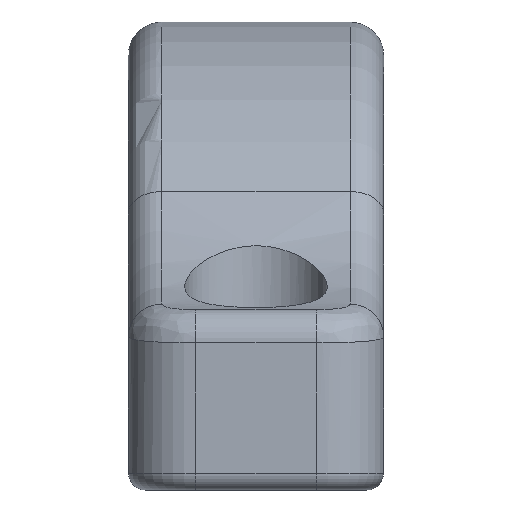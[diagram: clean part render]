
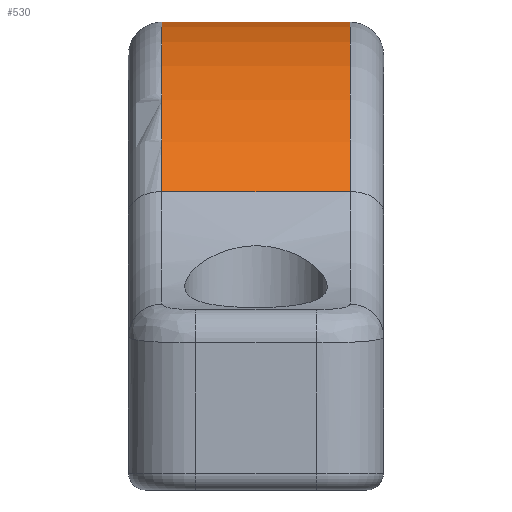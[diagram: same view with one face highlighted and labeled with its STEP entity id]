
A CAD part, front view. The second image highlights one B-rep face of the part: STEP entity #530.
In plain terms, the highlighted cylindrical face has radius 14 mm (diameter 28 mm), a partial arc.
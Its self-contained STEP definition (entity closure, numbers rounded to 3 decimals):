
#67 = CARTESIAN_POINT ( 'NONE',  ( -44.131, 45.715, 8.889 ) ) ;
#158 = VECTOR ( 'NONE', #371, 1000. ) ;
#269 = CARTESIAN_POINT ( 'NONE',  ( -51.531, 45.715, 8.889 ) ) ;
#371 = DIRECTION ( 'NONE',  ( -1., 0., 0. ) ) ;
#373 = DIRECTION ( 'NONE',  ( -1., 0., 0. ) ) ;
#411 = CARTESIAN_POINT ( 'NONE',  ( -57.131, 56.479, 13.937 ) ) ;
#450 = CIRCLE ( 'NONE', #1087, 14. ) ;
#476 = AXIS2_PLACEMENT_3D ( 'NONE', #1883, #502, #933 ) ;
#502 = DIRECTION ( 'NONE',  ( -1., 0., 0. ) ) ;
#519 = CARTESIAN_POINT ( 'NONE',  ( -57.131, 45.715, 8.889 ) ) ;
#530 = ADVANCED_FACE ( 'NONE', ( #1956 ), #880, .T. ) ;
#558 = VERTEX_POINT ( 'NONE', #411 ) ;
#652 = CARTESIAN_POINT ( 'NONE',  ( -57.131, 56.479, -0.063 ) ) ;
#682 = ORIENTED_EDGE ( 'NONE', *, *, #1598, .T. ) ;
#756 = VECTOR ( 'NONE', #1903, 1000. ) ;
#758 = CIRCLE ( 'NONE', #851, 14. ) ;
#817 = CARTESIAN_POINT ( 'NONE',  ( -44.131, 56.479, 13.937 ) ) ;
#831 = EDGE_CURVE ( 'NONE', #1243, #558, #1098, .T. ) ;
#842 = ORIENTED_EDGE ( 'NONE', *, *, #1516, .T. ) ;
#851 = AXIS2_PLACEMENT_3D ( 'NONE', #1566, #373, #1892 ) ;
#880 = CYLINDRICAL_SURFACE ( 'NONE', #476, 14. ) ;
#933 = DIRECTION ( 'NONE',  ( 0., 0., 1. ) ) ;
#981 = VERTEX_POINT ( 'NONE', #269 ) ;
#1040 = EDGE_CURVE ( 'NONE', #1554, #981, #1164, .T. ) ;
#1087 = AXIS2_PLACEMENT_3D ( 'NONE', #652, #1088, #1265 ) ;
#1088 = DIRECTION ( 'NONE',  ( 1., 0., 0. ) ) ;
#1098 = LINE ( 'NONE', #817, #158 ) ;
#1152 = CARTESIAN_POINT ( 'NONE',  ( -51.531, 56.479, 13.937 ) ) ;
#1164 = LINE ( 'NONE', #67, #756 ) ;
#1243 = VERTEX_POINT ( 'NONE', #1152 ) ;
#1253 = ORIENTED_EDGE ( 'NONE', *, *, #1040, .T. ) ;
#1265 = DIRECTION ( 'NONE',  ( 0., 0., -1. ) ) ;
#1463 = ORIENTED_EDGE ( 'NONE', *, *, #831, .T. ) ;
#1516 = EDGE_CURVE ( 'NONE', #981, #1243, #758, .T. ) ;
#1554 = VERTEX_POINT ( 'NONE', #519 ) ;
#1566 = CARTESIAN_POINT ( 'NONE',  ( -51.531, 56.479, -0.063 ) ) ;
#1598 = EDGE_CURVE ( 'NONE', #558, #1554, #450, .T. ) ;
#1883 = CARTESIAN_POINT ( 'NONE',  ( -44.131, 56.479, -0.063 ) ) ;
#1892 = DIRECTION ( 'NONE',  ( 0., 0., 1. ) ) ;
#1895 = EDGE_LOOP ( 'NONE', ( #842, #1463, #682, #1253 ) ) ;
#1903 = DIRECTION ( 'NONE',  ( 1., 0., 0. ) ) ;
#1956 = FACE_OUTER_BOUND ( 'NONE', #1895, .T. ) ;
